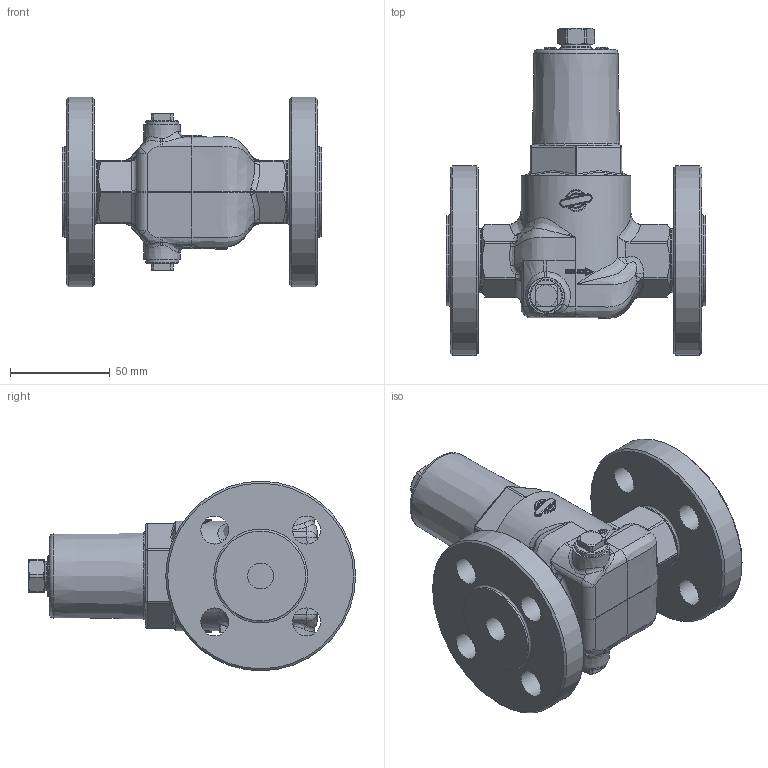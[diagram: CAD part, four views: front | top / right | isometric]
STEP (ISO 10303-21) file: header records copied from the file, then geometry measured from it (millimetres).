
FILE_DESCRIPTION(/* description */ (''),/* implementation_level */ '2;1');
FILE_NAME(/* name */ '087202.stp',/* time_stamp */ '2015-06-22T12:33:19+02:00',/* author */ ('powierski'),/* organization */ (''),/* preprocessor_version */ 'ST-DEVELOPER v15.6',/* originating_system */ 'Autodesk Inventor 2015',/* authorisation */ '');
FILE_SCHEMA (('AUTOMOTIVE_DESIGN { 1 0 10303 214 3 1 1 }'));
Products named in the file (1): Bauteil2
Bounding box: 130 x 163.78 x 95 mm (x, y, z)
Volume: 457176.1 mm3; surface area: 89502.6 mm2
Topology: 1 solids, 2 shells, 921 faces, 2366 edges, 1452 vertices
Faces by surface type: bspline 447, plane 192, cylinder 156, torus 47, cone 41, sphere 38
Full cylindrical faces by diameter (mm): 2 x1, 10 x2, 10.2 x1, 13 x2, 14 x8, 15 x3, 16.5 x2, 20 x1, 32 x2, 38 x1, 45 x2, 55 x1, 95 x2
Entity records: 45420 total; most frequent: CARTESIAN_POINT 25934, ORIENTED_EDGE 4524, DIRECTION 2617, EDGE_CURVE 2261, VERTEX_POINT 1438, B_SPLINE_CURVE_WITH_KNOTS 1172, AXIS2_PLACEMENT_3D 1108, EDGE_LOOP 1035
